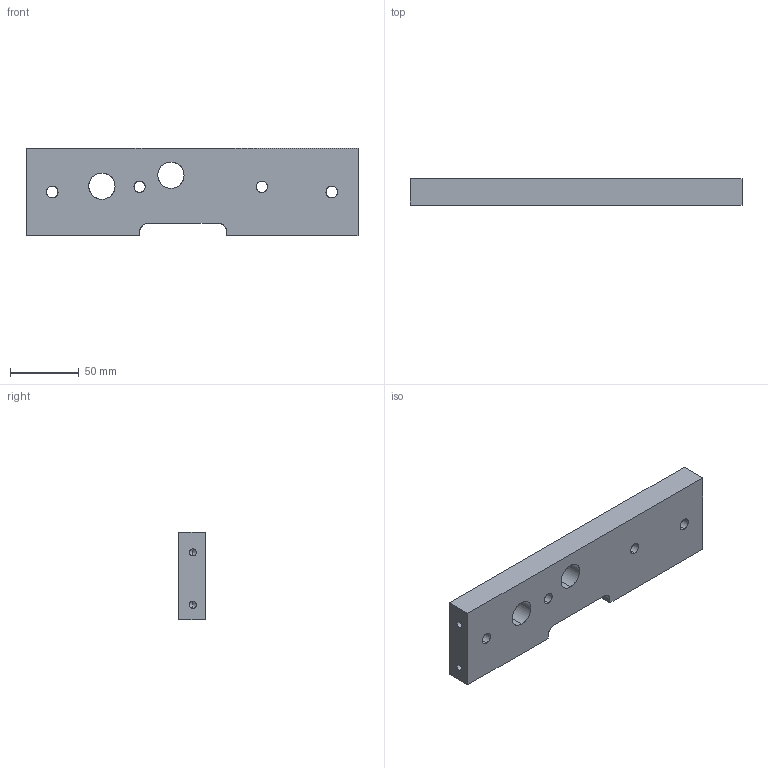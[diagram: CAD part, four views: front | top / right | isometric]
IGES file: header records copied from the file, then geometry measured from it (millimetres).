
Start section: SolidWorks IGES file using analytic representation for surfaces
Global section: file name: D1200306-v1_ACB_ Installation Stand, Guide Block Support, BSC1-BSC3.IGS; native system: SolidWorks 2012; preprocessor: SolidWorks 2012; author: tnguyen; date: 120917.063315; units: inch
Bounding box: 241.3 x 19.05 x 63.5 mm (x, y, z)
Surface area: 45563.7 mm2 (no closed solid volume)
Topology: 0 solids, 0 shells, 50 faces, 872 edges, 864 vertices
Faces by surface type: revolution 38, bspline 12
